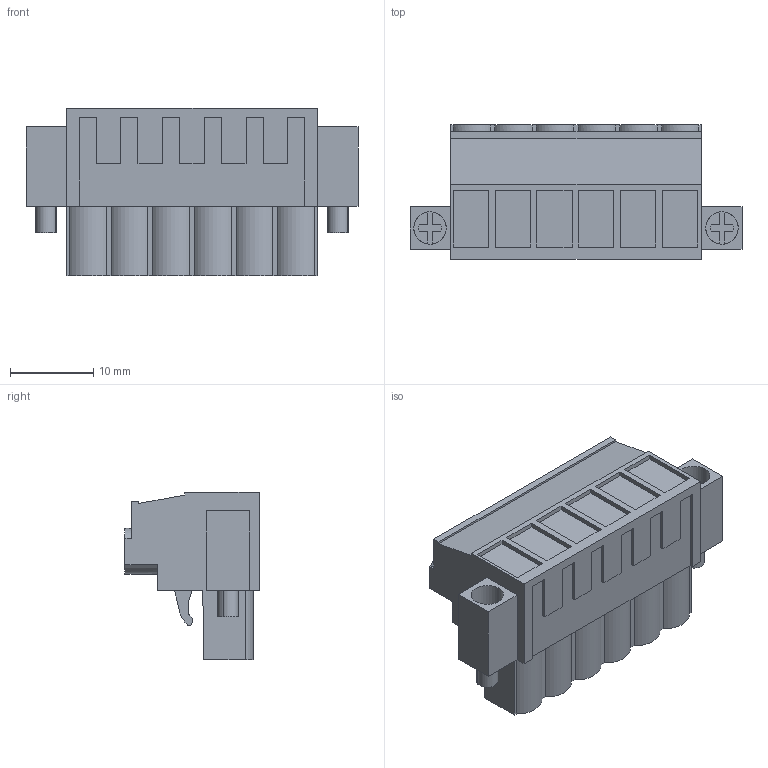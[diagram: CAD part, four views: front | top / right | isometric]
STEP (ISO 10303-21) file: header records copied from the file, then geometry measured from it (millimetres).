
FILE_DESCRIPTION(('CATIA V5 STEP Exchange','CAx-IF Rec.Pracs.--- Model Styling and Organization---1.2---2011-12-15'),'2;1');
FILE_NAME ('D1460361_0_1955990000_1955990000.stp','2017-05-31T12:16:58+00:00',('none'),('Weidmueller'),'CATIA Version 5-6 Release 2014','CATIA V5 STEP AP214','none');
FILE_SCHEMA(('AUTOMOTIVE_DESIGN { 1 0 10303 214 1 1 1 1 }'));
Length unit declared in the file: millimetre
Products named in the file (1): 1955990000
Bounding box: 39.8 x 16.1 x 20.1 mm (x, y, z)
Volume: 6404.9 mm3; surface area: 4190.6 mm2
Topology: 9 solids, 9 shells, 464 faces, 1300 edges, 882 vertices
Faces by surface type: plane 370, cylinder 94
Entity records: 13856 total; most frequent: ORIENTED_EDGE 2600, CARTESIAN_POINT 2478, DIRECTION 1890, EDGE_CURVE 1300, VECTOR 1068, LINE 1068, VERTEX_POINT 882, AXIS2_PLACEMENT_3D 528
